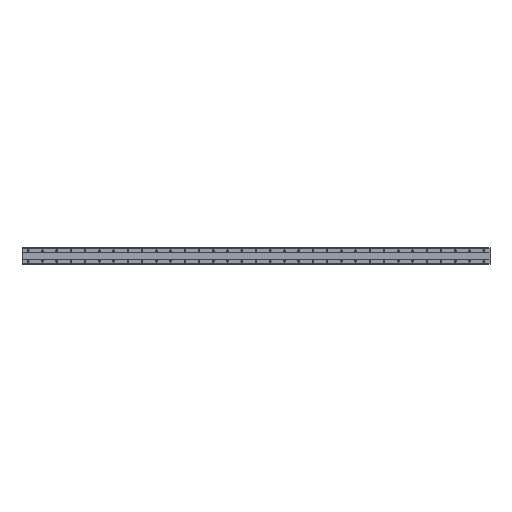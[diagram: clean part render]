
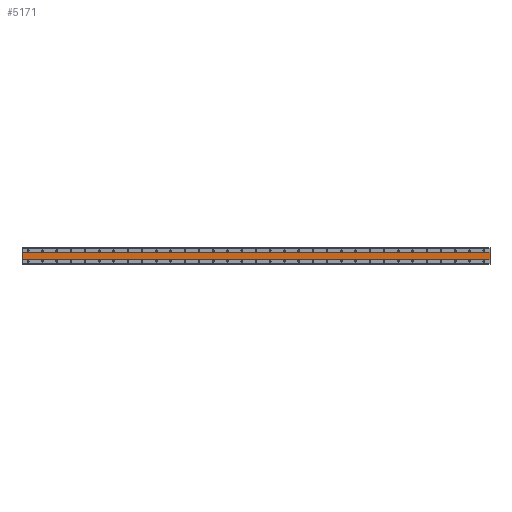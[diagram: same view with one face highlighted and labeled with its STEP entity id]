
A CAD part, front view. The second image highlights one B-rep face of the part: STEP entity #5171.
In plain terms, the highlighted planar face has unit normal (0, -1, 0).
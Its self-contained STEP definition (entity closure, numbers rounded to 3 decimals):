
#40 = VECTOR ( 'NONE', #3424, 1000. ) ;
#690 = EDGE_CURVE ( 'NONE', #4146, #3613, #4391, .T. ) ;
#958 = FACE_OUTER_BOUND ( 'NONE', #1512, .T. ) ;
#1101 = VECTOR ( 'NONE', #8560, 1000. ) ;
#1512 = EDGE_LOOP ( 'NONE', ( #10666, #1800, #6358, #2865 ) ) ;
#1800 = ORIENTED_EDGE ( 'NONE', *, *, #4911, .F. ) ;
#2865 = ORIENTED_EDGE ( 'NONE', *, *, #690, .T. ) ;
#3352 = LINE ( 'NONE', #9573, #40 ) ;
#3424 = DIRECTION ( 'NONE',  ( -1., 0., 0. ) ) ;
#3501 = CARTESIAN_POINT ( 'NONE',  ( 2595., 1., 20. ) ) ;
#3544 = CARTESIAN_POINT ( 'NONE',  ( 2595., 1., 20. ) ) ;
#3613 = VERTEX_POINT ( 'NONE', #7796 ) ;
#3689 = CARTESIAN_POINT ( 'NONE',  ( 2595., 1., 44.91 ) ) ;
#3839 = CARTESIAN_POINT ( 'NONE',  ( -35., 1., 20. ) ) ;
#4080 = VERTEX_POINT ( 'NONE', #11210 ) ;
#4146 = VERTEX_POINT ( 'NONE', #3839 ) ;
#4262 = VECTOR ( 'NONE', #7174, 1000. ) ;
#4384 = DIRECTION ( 'NONE',  ( 1., 0., 0. ) ) ;
#4391 = LINE ( 'NONE', #5165, #1101 ) ;
#4544 = LINE ( 'NONE', #3689, #4262 ) ;
#4679 = EDGE_CURVE ( 'NONE', #4146, #8710, #8457, .T. ) ;
#4911 = EDGE_CURVE ( 'NONE', #8710, #4080, #4544, .T. ) ;
#4958 = VECTOR ( 'NONE', #4384, 1000. ) ;
#5165 = CARTESIAN_POINT ( 'NONE',  ( -35., 1., 44.91 ) ) ;
#5171 = ADVANCED_FACE ( 'NONE', ( #958 ), #7161, .F. ) ;
#6358 = ORIENTED_EDGE ( 'NONE', *, *, #4679, .F. ) ;
#6808 = AXIS2_PLACEMENT_3D ( 'NONE', #3544, #8087, #8892 ) ;
#6857 = CARTESIAN_POINT ( 'NONE',  ( 2595., 1., 20. ) ) ;
#7161 = PLANE ( 'NONE',  #6808 ) ;
#7174 = DIRECTION ( 'NONE',  ( 0., 0., -1. ) ) ;
#7796 = CARTESIAN_POINT ( 'NONE',  ( -35., 1., -20. ) ) ;
#8087 = DIRECTION ( 'NONE',  ( 0., 1., 0. ) ) ;
#8457 = LINE ( 'NONE', #3501, #4958 ) ;
#8560 = DIRECTION ( 'NONE',  ( 0., 0., -1. ) ) ;
#8710 = VERTEX_POINT ( 'NONE', #6857 ) ;
#8892 = DIRECTION ( 'NONE',  ( 0., 0., 1. ) ) ;
#9573 = CARTESIAN_POINT ( 'NONE',  ( 2595., 1., -20. ) ) ;
#10642 = EDGE_CURVE ( 'NONE', #4080, #3613, #3352, .T. ) ;
#10666 = ORIENTED_EDGE ( 'NONE', *, *, #10642, .F. ) ;
#11210 = CARTESIAN_POINT ( 'NONE',  ( 2595., 1., -20. ) ) ;
